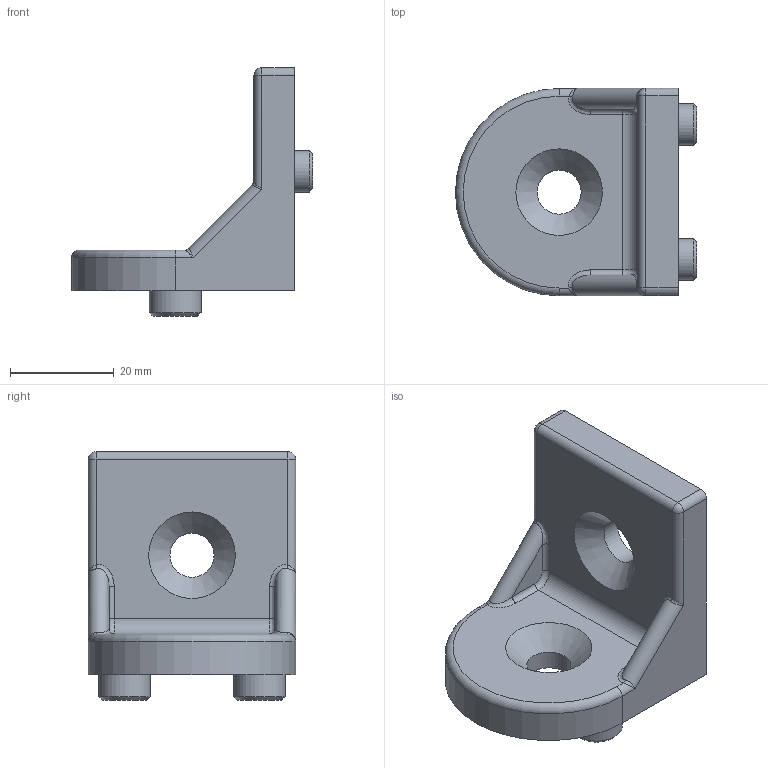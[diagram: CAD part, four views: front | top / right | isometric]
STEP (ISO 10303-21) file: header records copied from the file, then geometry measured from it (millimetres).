
FILE_DESCRIPTION((''),'2;1');
FILE_NAME('AR3520.stp','2022-02-16T13:21:21',('arma01'),(''),'Autodesk Inventor 2013','Autodesk Inventor 2013','');
FILE_SCHEMA(('AUTOMOTIVE_DESIGN { 1 0 10303 214 1 1 1 1 }'));
Length unit declared in the file: millimetre
Products named in the file (4): AR3520; AR3520 I [10]; AR3520 I [8]
Assembly tree (5 placements, depth 2):
  AR3520
    AR3520
    AR3520 I [10]  x2
    AR3520 I [8]  x2
Bounding box: 46.5 x 40 x 48 mm (x, y, z)
Volume: 18047.7 mm3; surface area: 11575.1 mm2
Topology: 5 solids, 5 shells, 339 faces, 765 edges, 452 vertices
Faces by surface type: cylinder 151, plane 89, sphere 40, torus 33, cone 18, bspline 8
Full cylindrical faces by diameter (mm): 6 x8, 8 x2, 8.5 x2, 10 x2
Entity records: 8355 total; most frequent: CARTESIAN_POINT 1699, DIRECTION 1546, ORIENTED_EDGE 1238, AXIS2_PLACEMENT_3D 661, EDGE_CURVE 619, VERTEX_POINT 374, CIRCLE 347, EDGE_LOOP 343
